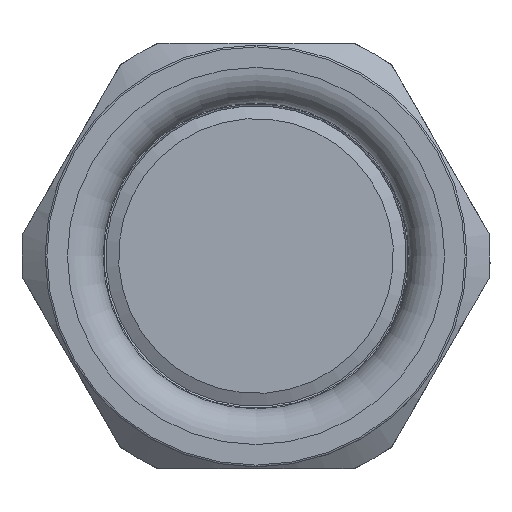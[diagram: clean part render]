
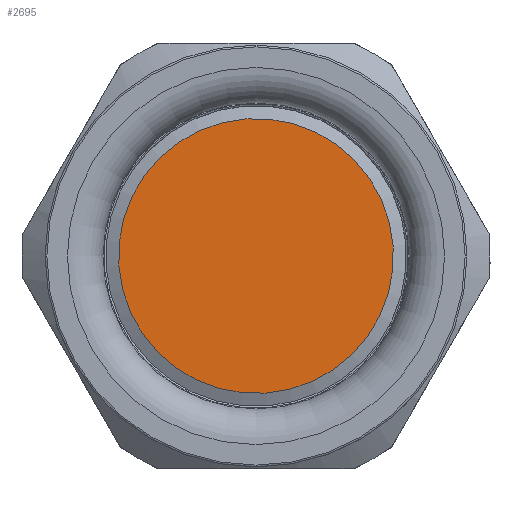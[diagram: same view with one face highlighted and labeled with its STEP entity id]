
A CAD part, left-side view. The second image highlights one B-rep face of the part: STEP entity #2695.
In plain terms, the highlighted face is planar.
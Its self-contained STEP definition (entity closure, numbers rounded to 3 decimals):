
#677=FACE_OUTER_BOUND('',#986,.T.);
#986=EDGE_LOOP('',(#2426));
#1160=CIRCLE('',#3128,15.49);
#1441=VERTEX_POINT('',#13349);
#1768=EDGE_CURVE('',#1441,#1441,#1160,.T.);
#2426=ORIENTED_EDGE('',*,*,#1768,.T.);
#2496=PLANE('',#3129);
#2695=ADVANCED_FACE('',(#677),#2496,.T.);
#3128=AXIS2_PLACEMENT_3D('',#13350,#3914,#3915);
#3129=AXIS2_PLACEMENT_3D('',#13351,#3916,#3917);
#3914=DIRECTION('center_axis',(1.,0.,0.));
#3915=DIRECTION('ref_axis',(0.,0.,-1.));
#3916=DIRECTION('center_axis',(1.,0.,0.));
#3917=DIRECTION('ref_axis',(0.,0.,-1.));
#13349=CARTESIAN_POINT('',(0.68,15.49,0.));
#13350=CARTESIAN_POINT('Origin',(0.68,0.,0.));
#13351=CARTESIAN_POINT('Origin',(0.68,0.,0.));
